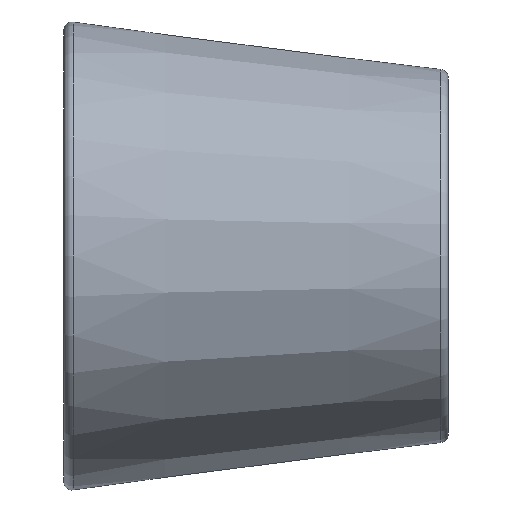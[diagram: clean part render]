
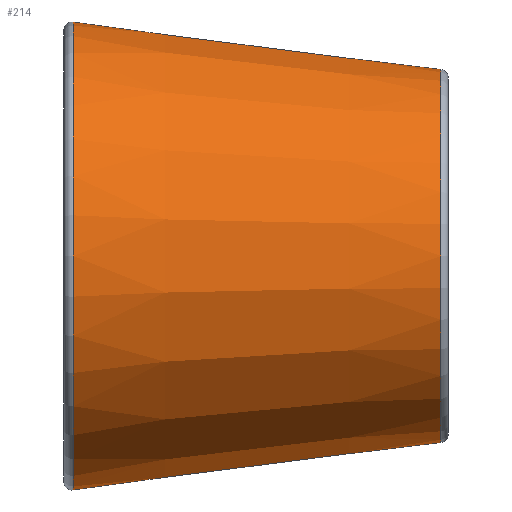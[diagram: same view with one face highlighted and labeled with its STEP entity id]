
A CAD part, left-side view. The second image highlights one B-rep face of the part: STEP entity #214.
In plain terms, the highlighted conical face has half-angle 7.344 degrees and reference radius 12.3 mm.
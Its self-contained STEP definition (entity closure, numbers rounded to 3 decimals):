
#37=FACE_OUTER_BOUND('',#49,.T.);
#49=EDGE_LOOP('',(#183,#184,#185,#186,#187,#188,#189,#190));
#59=LINE('',#407,#65);
#65=VECTOR('',#338,12.3);
#78=CIRCLE('',#257,10.906);
#82=CIRCLE('',#261,10.906);
#83=CIRCLE('',#262,10.906);
#84=CIRCLE('',#264,13.677);
#85=CIRCLE('',#265,13.677);
#86=CIRCLE('',#266,13.677);
#103=VERTEX_POINT('',#389);
#104=VERTEX_POINT('',#390);
#107=VERTEX_POINT('',#397);
#108=VERTEX_POINT('',#401);
#109=VERTEX_POINT('',#402);
#110=VERTEX_POINT('',#404);
#130=EDGE_CURVE('',#103,#104,#78,.T.);
#134=EDGE_CURVE('',#104,#107,#82,.T.);
#135=EDGE_CURVE('',#107,#103,#83,.T.);
#136=EDGE_CURVE('',#108,#109,#84,.T.);
#137=EDGE_CURVE('',#110,#108,#85,.T.);
#138=EDGE_CURVE('',#109,#110,#86,.T.);
#139=EDGE_CURVE('',#109,#107,#59,.T.);
#183=ORIENTED_EDGE('',*,*,#136,.F.);
#184=ORIENTED_EDGE('',*,*,#137,.F.);
#185=ORIENTED_EDGE('',*,*,#138,.F.);
#186=ORIENTED_EDGE('',*,*,#139,.T.);
#187=ORIENTED_EDGE('',*,*,#134,.F.);
#188=ORIENTED_EDGE('',*,*,#130,.F.);
#189=ORIENTED_EDGE('',*,*,#135,.F.);
#190=ORIENTED_EDGE('',*,*,#139,.F.);
#206=CONICAL_SURFACE('',#263,12.3,0.128);
#214=ADVANCED_FACE('',(#37),#206,.T.);
#257=AXIS2_PLACEMENT_3D('',#391,#318,#319);
#261=AXIS2_PLACEMENT_3D('',#398,#326,#327);
#262=AXIS2_PLACEMENT_3D('',#399,#328,#329);
#263=AXIS2_PLACEMENT_3D('',#400,#330,#331);
#264=AXIS2_PLACEMENT_3D('',#403,#332,#333);
#265=AXIS2_PLACEMENT_3D('',#405,#334,#335);
#266=AXIS2_PLACEMENT_3D('',#406,#336,#337);
#318=DIRECTION('center_axis',(0.,-1.,0.));
#319=DIRECTION('ref_axis',(1.,0.,0.));
#326=DIRECTION('center_axis',(0.,-1.,0.));
#327=DIRECTION('ref_axis',(1.,0.,0.));
#328=DIRECTION('center_axis',(0.,-1.,0.));
#329=DIRECTION('ref_axis',(1.,0.,0.));
#330=DIRECTION('center_axis',(0.,1.,0.));
#331=DIRECTION('ref_axis',(-1.,0.,0.));
#332=DIRECTION('center_axis',(0.,1.,0.));
#333=DIRECTION('ref_axis',(1.,0.,0.));
#334=DIRECTION('center_axis',(0.,1.,0.));
#335=DIRECTION('ref_axis',(1.,0.,0.));
#336=DIRECTION('center_axis',(0.,1.,0.));
#337=DIRECTION('ref_axis',(1.,0.,0.));
#338=DIRECTION('',(-0.128,-0.992,0.));
#389=CARTESIAN_POINT('',(-21.065,-10.558,-0.778));
#390=CARTESIAN_POINT('',(-10.158,-10.558,-11.685));
#391=CARTESIAN_POINT('Origin',(-10.158,-10.558,-0.778));
#397=CARTESIAN_POINT('',(0.748,-10.558,-0.778));
#398=CARTESIAN_POINT('Origin',(-10.158,-10.558,-0.778));
#399=CARTESIAN_POINT('Origin',(-10.158,-10.558,-0.778));
#400=CARTESIAN_POINT('Origin',(-10.158,0.255,-0.778));
#401=CARTESIAN_POINT('',(-23.836,10.942,-0.778));
#402=CARTESIAN_POINT('',(3.519,10.942,-0.778));
#403=CARTESIAN_POINT('Origin',(-10.158,10.942,-0.778));
#404=CARTESIAN_POINT('',(-10.158,10.942,-14.456));
#405=CARTESIAN_POINT('Origin',(-10.158,10.942,-0.778));
#406=CARTESIAN_POINT('Origin',(-10.158,10.942,-0.778));
#407=CARTESIAN_POINT('',(2.142,0.255,-0.778));
